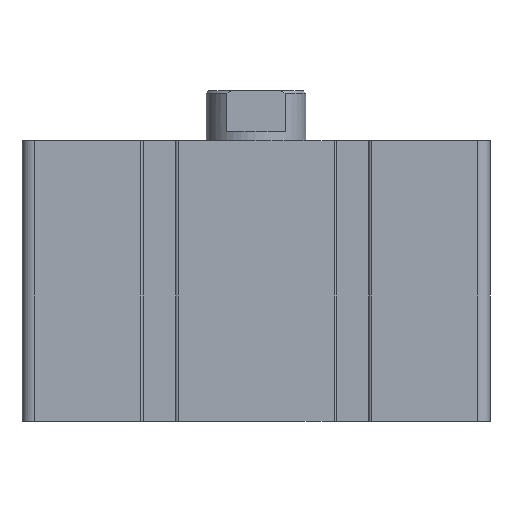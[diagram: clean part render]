
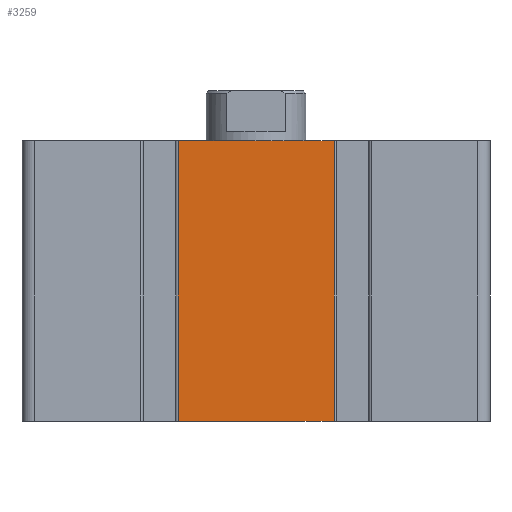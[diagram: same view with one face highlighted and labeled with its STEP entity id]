
A CAD part, front view. The second image highlights one B-rep face of the part: STEP entity #3259.
In plain terms, the highlighted planar face has unit normal (0, -1, 0).
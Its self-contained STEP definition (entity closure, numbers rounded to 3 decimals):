
#409=ORIENTED_EDGE('',*,*,#1346,.F.);
#410=ORIENTED_EDGE('',*,*,#1345,.F.);
#411=ORIENTED_EDGE('',*,*,#1347,.T.);
#412=ORIENTED_EDGE('',*,*,#1348,.T.);
#1345=EDGE_CURVE('',#1805,#1804,#2140,.T.);
#1346=EDGE_CURVE('',#1804,#1806,#2141,.T.);
#1347=EDGE_CURVE('',#1805,#1807,#2142,.T.);
#1348=EDGE_CURVE('',#1807,#1806,#2143,.T.);
#1804=VERTEX_POINT('',#5022);
#1805=VERTEX_POINT('',#5024);
#1806=VERTEX_POINT('',#5028);
#1807=VERTEX_POINT('',#5030);
#2140=LINE('',#5025,#2416);
#2141=LINE('',#5027,#2417);
#2142=LINE('',#5029,#2418);
#2143=LINE('',#5031,#2419);
#2416=VECTOR('',#3962,1000.);
#2417=VECTOR('',#3965,1000.);
#2418=VECTOR('',#3966,1000.);
#2419=VECTOR('',#3967,1000.);
#2674=EDGE_LOOP('',(#409,#410,#411,#412));
#2922=FACE_BOUND('',#2674,.T.);
#3162=PLANE('',#3496);
#3259=ADVANCED_FACE('',(#2922),#3162,.T.);
#3496=AXIS2_PLACEMENT_3D('',#5026,#3963,#3964);
#3962=DIRECTION('',(0.,0.,1.));
#3963=DIRECTION('',(0.,-1.,0.));
#3964=DIRECTION('',(0.,0.,-1.));
#3965=DIRECTION('',(1.,0.,0.));
#3966=DIRECTION('',(1.,0.,0.));
#3967=DIRECTION('',(0.,0.,1.));
#5022=CARTESIAN_POINT('',(-12.5,-37.5,0.));
#5024=CARTESIAN_POINT('',(-12.5,-37.5,-45.));
#5025=CARTESIAN_POINT('',(-12.5,-37.5,-45.));
#5026=CARTESIAN_POINT('',(-12.5,-37.5,-45.));
#5027=CARTESIAN_POINT('',(-12.5,-37.5,0.));
#5028=CARTESIAN_POINT('',(12.5,-37.5,0.));
#5029=CARTESIAN_POINT('',(-12.5,-37.5,-45.));
#5030=CARTESIAN_POINT('',(12.5,-37.5,-45.));
#5031=CARTESIAN_POINT('',(12.5,-37.5,-45.));
